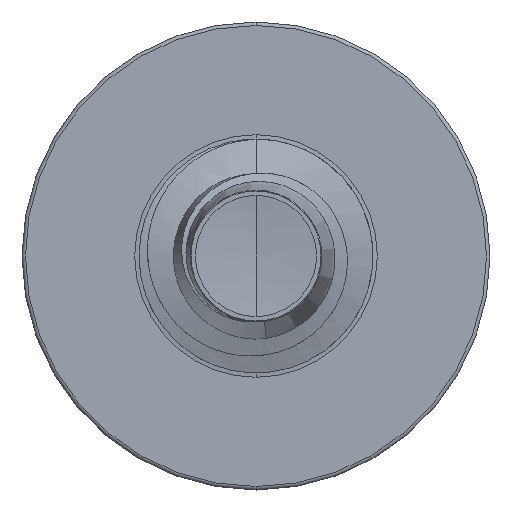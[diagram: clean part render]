
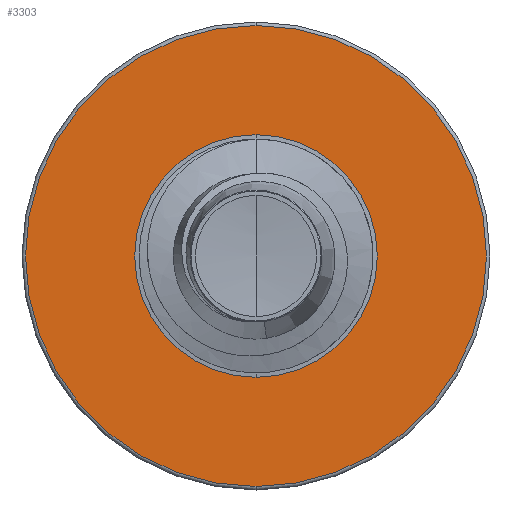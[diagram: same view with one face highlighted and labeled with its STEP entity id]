
A CAD part, front view. The second image highlights one B-rep face of the part: STEP entity #3303.
In plain terms, the highlighted planar face has unit normal (0, -1, 0).
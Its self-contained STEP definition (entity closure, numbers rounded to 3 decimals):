
#6 = FACE_BOUND ( 'NONE', #4780, .T. ) ;
#81 = CIRCLE ( 'NONE', #7338, 1.296 ) ;
#164 = CIRCLE ( 'NONE', #4195, 1.296 ) ;
#211 = AXIS2_PLACEMENT_3D ( 'NONE', #724, #5315, #1430 ) ;
#316 = DIRECTION ( 'NONE',  ( 0., 0., 1. ) ) ;
#436 = EDGE_CURVE ( 'NONE', #4278, #4744, #164, .T. ) ;
#561 = CARTESIAN_POINT ( 'NONE',  ( 0., 2.5, -2.462 ) ) ;
#625 = DIRECTION ( 'NONE',  ( 0., 1., 0. ) ) ;
#719 = ORIENTED_EDGE ( 'NONE', *, *, #7267, .F. ) ;
#724 = CARTESIAN_POINT ( 'NONE',  ( 0., 2.5, 0. ) ) ;
#771 = PLANE ( 'NONE',  #1851 ) ;
#908 = EDGE_CURVE ( 'NONE', #4744, #4278, #81, .T. ) ;
#961 = CIRCLE ( 'NONE', #3731, 2.462 ) ;
#1087 = EDGE_LOOP ( 'NONE', ( #1685, #719 ) ) ;
#1129 = DIRECTION ( 'NONE',  ( 0., 1., 0. ) ) ;
#1162 = CARTESIAN_POINT ( 'NONE',  ( 0., 2.5, 0. ) ) ;
#1430 = DIRECTION ( 'NONE',  ( 0., 0., 1. ) ) ;
#1480 = CARTESIAN_POINT ( 'NONE',  ( 0., 2.5, -1.296 ) ) ;
#1685 = ORIENTED_EDGE ( 'NONE', *, *, #6288, .F. ) ;
#1851 = AXIS2_PLACEMENT_3D ( 'NONE', #1480, #6009, #2183 ) ;
#2183 = DIRECTION ( 'NONE',  ( 0., 0., 1. ) ) ;
#2218 = CARTESIAN_POINT ( 'NONE',  ( 0., 2.5, -1.296 ) ) ;
#2223 = CARTESIAN_POINT ( 'NONE',  ( 0., 2.5, 0. ) ) ;
#2336 = DIRECTION ( 'NONE',  ( 0., 0., 1. ) ) ;
#2670 = DIRECTION ( 'NONE',  ( 0., 1., 0. ) ) ;
#2937 = CARTESIAN_POINT ( 'NONE',  ( 0., 2.5, 2.463 ) ) ;
#3303 = ADVANCED_FACE ( 'NONE', ( #3885, #6 ), #771, .F. ) ;
#3616 = CIRCLE ( 'NONE', #211, 2.462 ) ;
#3731 = AXIS2_PLACEMENT_3D ( 'NONE', #6393, #2670, #6960 ) ;
#3885 = FACE_OUTER_BOUND ( 'NONE', #1087, .T. ) ;
#4195 = AXIS2_PLACEMENT_3D ( 'NONE', #2223, #625, #2336 ) ;
#4265 = CARTESIAN_POINT ( 'NONE',  ( 0., 2.5, 1.296 ) ) ;
#4278 = VERTEX_POINT ( 'NONE', #2218 ) ;
#4744 = VERTEX_POINT ( 'NONE', #4265 ) ;
#4780 = EDGE_LOOP ( 'NONE', ( #7935, #6149 ) ) ;
#5315 = DIRECTION ( 'NONE',  ( 0., 1., 0. ) ) ;
#5878 = VERTEX_POINT ( 'NONE', #561 ) ;
#6009 = DIRECTION ( 'NONE',  ( 0., 1., 0. ) ) ;
#6149 = ORIENTED_EDGE ( 'NONE', *, *, #436, .T. ) ;
#6288 = EDGE_CURVE ( 'NONE', #6424, #5878, #3616, .T. ) ;
#6393 = CARTESIAN_POINT ( 'NONE',  ( 0., 2.5, 0. ) ) ;
#6424 = VERTEX_POINT ( 'NONE', #2937 ) ;
#6960 = DIRECTION ( 'NONE',  ( 0., 0., 1. ) ) ;
#7267 = EDGE_CURVE ( 'NONE', #5878, #6424, #961, .T. ) ;
#7338 = AXIS2_PLACEMENT_3D ( 'NONE', #1162, #1129, #316 ) ;
#7935 = ORIENTED_EDGE ( 'NONE', *, *, #908, .T. ) ;
